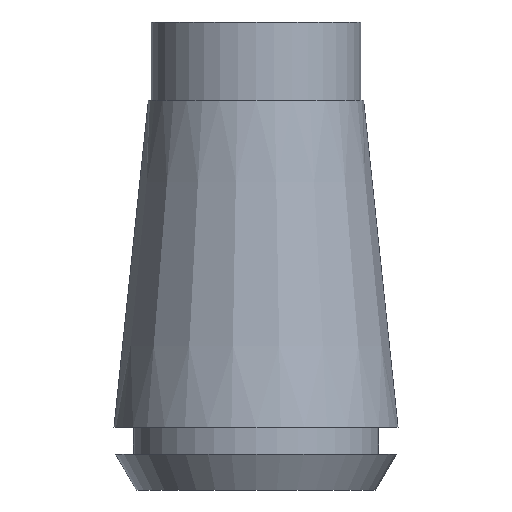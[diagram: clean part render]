
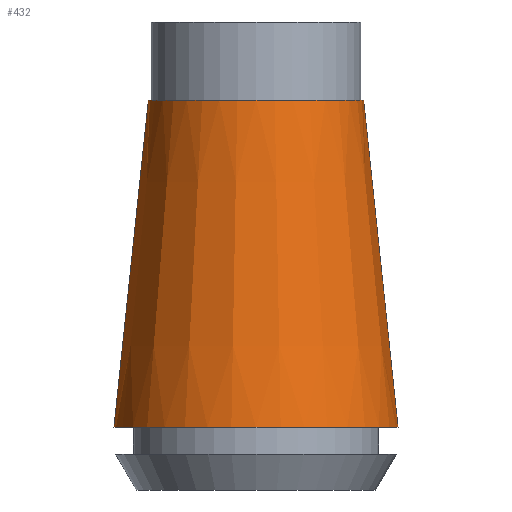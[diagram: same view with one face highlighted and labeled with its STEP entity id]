
A CAD part, left-side view. The second image highlights one B-rep face of the part: STEP entity #432.
In plain terms, the highlighted conical face has half-angle 6 degrees and reference radius 11.206 mm.
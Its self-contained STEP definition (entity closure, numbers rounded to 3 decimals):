
#64=CARTESIAN_POINT('',(0.,0.,-7.));
#65=DIRECTION('',(0.,0.,-1.));
#66=DIRECTION('',(0.,-1.,0.));
#67=AXIS2_PLACEMENT_3D('',#64,#65,#66);
#96=DIRECTION('',(0.,-0.105,-0.995));
#97=VECTOR('',#96,29.54);
#98=CARTESIAN_POINT('',(0.,-9.662,-7.));
#99=LINE('',#98,#97);
#103=DIRECTION('',(0.,0.105,-0.995));
#104=VECTOR('',#103,29.54);
#105=CARTESIAN_POINT('',(0.,9.662,-7.));
#106=LINE('',#105,#104);
#118=CARTESIAN_POINT('',(0.,0.,-36.379));
#119=DIRECTION('',(0.,0.,1.));
#120=DIRECTION('',(0.,1.,0.));
#121=AXIS2_PLACEMENT_3D('',#118,#119,#120);
#344=CARTESIAN_POINT('',(0.,-12.75,-36.379));
#345=CARTESIAN_POINT('',(0.,12.75,-36.379));
#346=VERTEX_POINT('',#344);
#347=VERTEX_POINT('',#345);
#348=CARTESIAN_POINT('',(0.,9.662,-7.));
#349=VERTEX_POINT('',#348);
#350=CARTESIAN_POINT('',(0.,-9.662,-7.));
#351=VERTEX_POINT('',#350);
#418=CARTESIAN_POINT('',(0.,0.,-21.689));
#419=DIRECTION('',(0.,0.,-1.));
#420=DIRECTION('',(0.,-1.,0.));
#421=AXIS2_PLACEMENT_3D('',#418,#419,#420);
#422=CONICAL_SURFACE('',#421,11.206,6.);
#424=ORIENTED_EDGE('',*,*,#423,.F.);
#425=ORIENTED_EDGE('',*,*,#407,.F.);
#427=ORIENTED_EDGE('',*,*,#426,.T.);
#429=ORIENTED_EDGE('',*,*,#428,.F.);
#430=EDGE_LOOP('',(#424,#425,#427,#429));
#431=FACE_OUTER_BOUND('',#430,.F.);
#68=CIRCLE('',#67,9.662);
#122=CIRCLE('',#121,12.75);
#407=EDGE_CURVE('',#351,#349,#68,.T.);
#423=EDGE_CURVE('',#349,#347,#106,.T.);
#426=EDGE_CURVE('',#351,#346,#99,.T.);
#428=EDGE_CURVE('',#347,#346,#122,.T.);
#432=ADVANCED_FACE('',(#431),#422,.T.);
